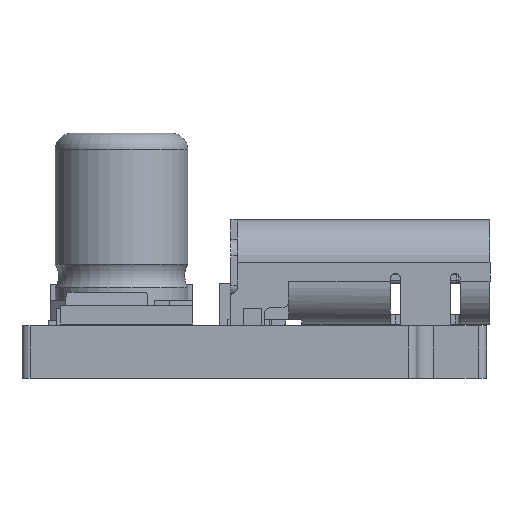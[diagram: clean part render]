
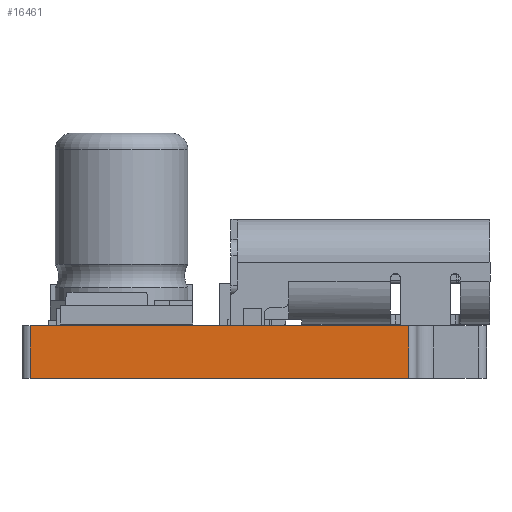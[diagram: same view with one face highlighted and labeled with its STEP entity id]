
A CAD part, left-side view. The second image highlights one B-rep face of the part: STEP entity #16461.
In plain terms, the highlighted planar face has unit normal (-1, 0, 0).
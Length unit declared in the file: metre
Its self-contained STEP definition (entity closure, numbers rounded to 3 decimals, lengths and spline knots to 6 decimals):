
#6742=ORIENTED_EDGE('',*,*,#8814,.T.);
#6743=ORIENTED_EDGE('',*,*,#8906,.T.);
#6744=ORIENTED_EDGE('',*,*,#8885,.F.);
#6745=ORIENTED_EDGE('',*,*,#8907,.F.);
#8814=EDGE_CURVE('',#10196,#10195,#11718,.T.);
#8885=EDGE_CURVE('',#10266,#10267,#11759,.T.);
#8906=EDGE_CURVE('',#10195,#10267,#11779,.T.);
#8907=EDGE_CURVE('',#10196,#10266,#11780,.T.);
#10195=VERTEX_POINT('',#25742);
#10196=VERTEX_POINT('',#25744);
#10266=VERTEX_POINT('',#25885);
#10267=VERTEX_POINT('',#25887);
#11718=LINE('',#25743,#13280);
#11759=LINE('',#25886,#13321);
#11779=LINE('',#25927,#13341);
#11780=LINE('',#25929,#13342);
#13280=VECTOR('',#21546,1.);
#13321=VECTOR('',#21649,1.);
#13341=VECTOR('',#21707,1.);
#13342=VECTOR('',#21710,1.);
#14226=EDGE_LOOP('',(#6742,#6743,#6744,#6745));
#15077=FACE_BOUND('',#14226,.T.);
#15675=PLANE('',#17847);
#16461=ADVANCED_FACE('',(#15077),#15675,.F.);
#17847=AXIS2_PLACEMENT_3D('',#25928,#21708,#21709);
#21546=DIRECTION('',(0.,-1.,0.));
#21649=DIRECTION('',(0.,-1.,0.));
#21707=DIRECTION('',(0.,0.,1.));
#21708=DIRECTION('',(1.,0.,0.));
#21709=DIRECTION('',(0.,-1.,0.));
#21710=DIRECTION('',(0.,0.,1.));
#25742=CARTESIAN_POINT('',(0.,0.00235,-0.001591));
#25743=CARTESIAN_POINT('',(0.,0.01375,-0.001591));
#25744=CARTESIAN_POINT('',(0.,0.01375,-0.001591));
#25885=CARTESIAN_POINT('',(0.,0.01375,0.));
#25886=CARTESIAN_POINT('',(0.,0.01375,0.));
#25887=CARTESIAN_POINT('',(0.,0.00235,0.));
#25927=CARTESIAN_POINT('',(0.,0.00235,-0.001591));
#25928=CARTESIAN_POINT('',(0.,0.01375,-0.001591));
#25929=CARTESIAN_POINT('',(0.,0.01375,-0.001591));
